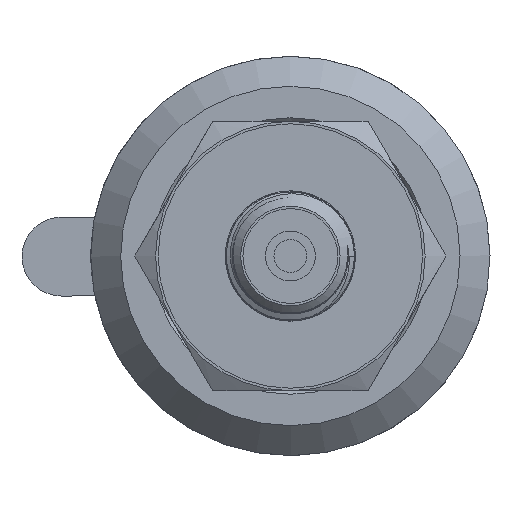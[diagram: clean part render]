
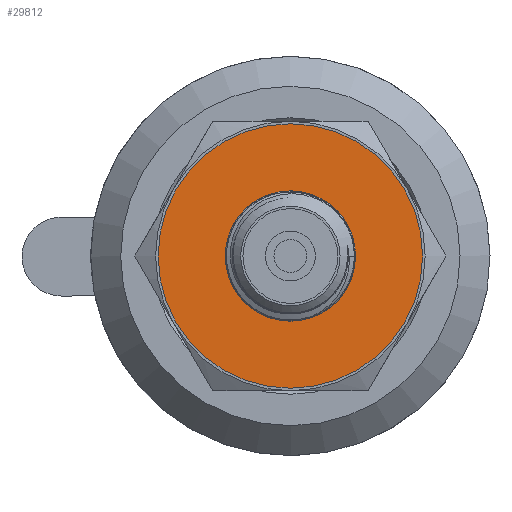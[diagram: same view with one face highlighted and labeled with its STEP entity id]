
A CAD part, left-side view. The second image highlights one B-rep face of the part: STEP entity #29812.
In plain terms, the highlighted planar face has unit normal (-1, 0, 0).
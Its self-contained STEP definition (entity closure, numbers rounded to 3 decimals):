
#507=PLANE('',#31348);
#1515=FACE_BOUND('',#3748,.T.);
#2066=FACE_OUTER_BOUND('',#3747,.T.);
#3747=EDGE_LOOP('',(#21872));
#3748=EDGE_LOOP('',(#21873));
#5237=CIRCLE('',#31320,13.25);
#5239=CIRCLE('',#31324,6.5);
#13153=VERTEX_POINT('',#49613);
#13156=VERTEX_POINT('',#50010);
#16431=EDGE_CURVE('',#13153,#13153,#5237,.T.);
#16437=EDGE_CURVE('',#13156,#13156,#5239,.T.);
#21872=ORIENTED_EDGE('',*,*,#16431,.T.);
#21873=ORIENTED_EDGE('',*,*,#16437,.T.);
#29812=ADVANCED_FACE('',(#2066,#1515),#507,.T.);
#31320=AXIS2_PLACEMENT_3D('',#49614,#33774,#33775);
#31324=AXIS2_PLACEMENT_3D('',#50011,#33783,#33784);
#31348=AXIS2_PLACEMENT_3D('',#51678,#33837,#33838);
#33774=DIRECTION('center_axis',(-1.,0.,0.));
#33775=DIRECTION('ref_axis',(0.,1.,0.));
#33783=DIRECTION('center_axis',(1.,0.,0.));
#33784=DIRECTION('ref_axis',(0.,0.,-1.));
#33837=DIRECTION('center_axis',(-1.,0.,0.));
#33838=DIRECTION('ref_axis',(0.,0.,1.));
#49613=CARTESIAN_POINT('',(-47.,-13.25,0.));
#49614=CARTESIAN_POINT('Origin',(-47.,0.,0.));
#50010=CARTESIAN_POINT('',(-47.,0.,6.5));
#50011=CARTESIAN_POINT('Origin',(-47.,0.,0.));
#51678=CARTESIAN_POINT('Origin',(-47.,13.5,0.));
